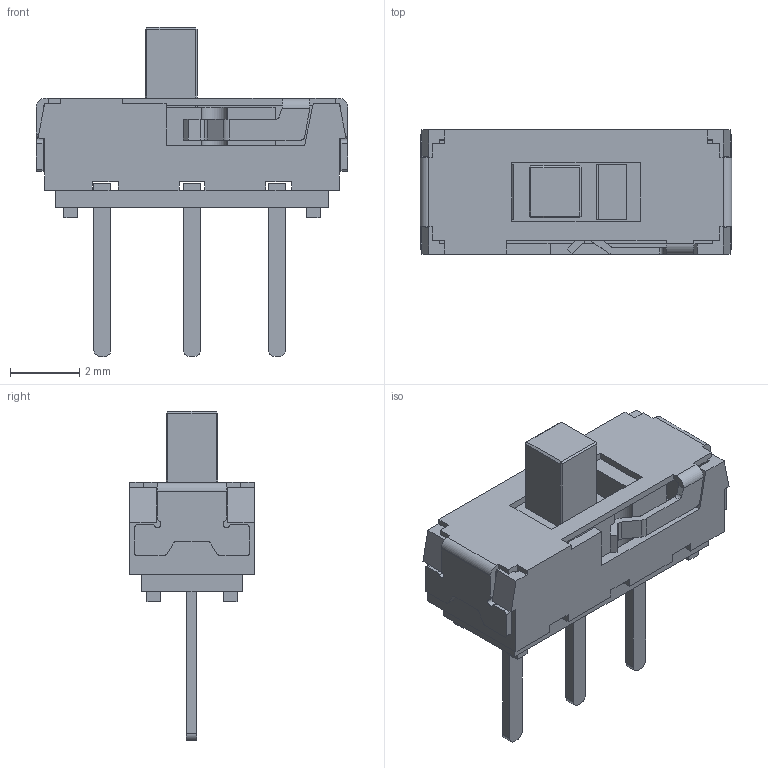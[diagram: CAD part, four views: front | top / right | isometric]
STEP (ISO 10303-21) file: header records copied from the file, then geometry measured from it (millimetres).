
FILE_DESCRIPTION (( 'STEP AP214' ), '1' );
FILE_NAME ('4BCBEE68-8EF6-4D7B-9594-CB62243C2FA6.STEP', '2024-12-12T02:35:02', ( '' ), ( '' ), 'SwSTEP 2.0', 'SolidWorks 2022', '' );
FILE_SCHEMA (( 'AUTOMOTIVE_DESIGN' ));
Length unit declared in the file: millimetre
Products named in the file (1): 4BCBEE68-8EF6-4D7B-9594-CB62243C2FA6
Bounding box: 9 x 3.6 x 9.5 mm (x, y, z)
Volume: 67.2 mm3; surface area: 366.3 mm2
Topology: 1 solids, 1 shells, 261 faces, 739 edges, 482 vertices
Faces by surface type: plane 214, cylinder 47
Entity records: 9791 total; most frequent: CARTESIAN_POINT 1483, ORIENTED_EDGE 1478, DIRECTION 1357, EDGE_CURVE 739, VECTOR 645, LINE 645, VERTEX_POINT 482, AXIS2_PLACEMENT_3D 356
